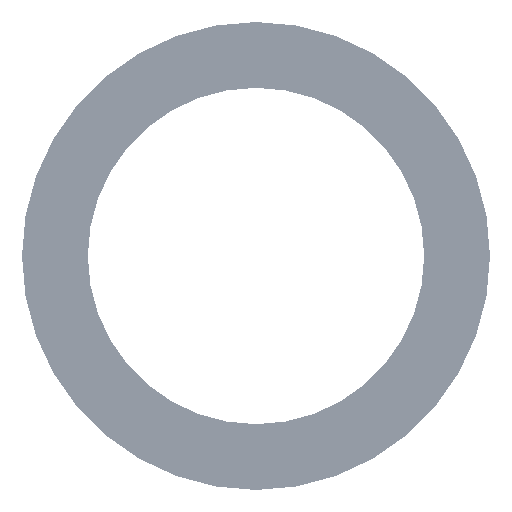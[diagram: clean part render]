
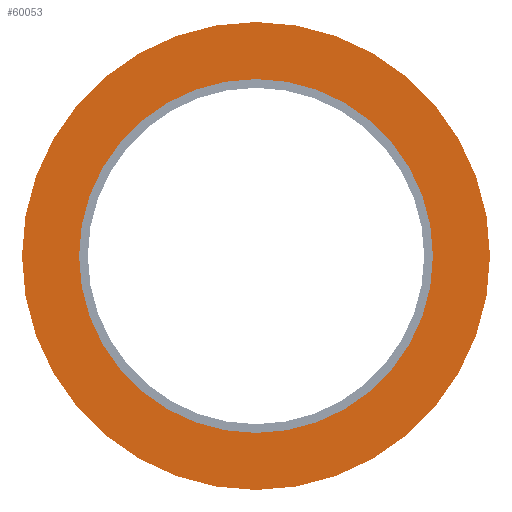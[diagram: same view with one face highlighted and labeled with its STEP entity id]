
A CAD part, left-side view. The second image highlights one B-rep face of the part: STEP entity #60053.
In plain terms, the highlighted planar face has unit normal (-1, 0, 0).
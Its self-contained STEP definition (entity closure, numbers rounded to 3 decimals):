
#1297 = CIRCLE ( 'NONE', #82543, 6.05 ) ;
#1533 = EDGE_CURVE ( 'NONE', #120557, #71834, #58947, .T. ) ;
#12454 = AXIS2_PLACEMENT_3D ( 'NONE', #41303, #39949, #38576 ) ;
#13110 = DIRECTION ( 'NONE',  ( -1., 0., 0. ) ) ;
#14002 = DIRECTION ( 'NONE',  ( -1., 0., 0. ) ) ;
#14657 = CARTESIAN_POINT ( 'NONE',  ( 0.85, 0., 8. ) ) ;
#17466 = CARTESIAN_POINT ( 'NONE',  ( 0.85, 6.05, 0. ) ) ;
#21167 = CARTESIAN_POINT ( 'NONE',  ( 0.85, 0., -6.05 ) ) ;
#25771 = CARTESIAN_POINT ( 'NONE',  ( 0.85, 0., 6.05 ) ) ;
#31828 = VERTEX_POINT ( 'NONE', #25771 ) ;
#31890 = CARTESIAN_POINT ( 'NONE',  ( 0.85, 0., -8. ) ) ;
#38107 = EDGE_CURVE ( 'NONE', #100740, #31828, #109362, .T. ) ;
#38576 = DIRECTION ( 'NONE',  ( 0., 0., 1. ) ) ;
#38634 = DIRECTION ( 'NONE',  ( 1., 0., 0. ) ) ;
#39949 = DIRECTION ( 'NONE',  ( -1., 0., 0. ) ) ;
#41303 = CARTESIAN_POINT ( 'NONE',  ( 0.85, 0., 0. ) ) ;
#43868 = EDGE_CURVE ( 'NONE', #31828, #100740, #1297, .T. ) ;
#51237 = DIRECTION ( 'NONE',  ( -1., 0., 0. ) ) ;
#58947 = CIRCLE ( 'NONE', #12454, 8. ) ;
#60053 = ADVANCED_FACE ( 'NONE', ( #101993, #105324 ), #101390, .F. ) ;
#70515 = ORIENTED_EDGE ( 'NONE', *, *, #38107, .F. ) ;
#71834 = VERTEX_POINT ( 'NONE', #14657 ) ;
#76094 = CARTESIAN_POINT ( 'NONE',  ( 0.85, 0., 0. ) ) ;
#76971 = CARTESIAN_POINT ( 'NONE',  ( 0.85, 0., 0. ) ) ;
#78031 = EDGE_CURVE ( 'NONE', #71834, #120557, #125792, .T. ) ;
#82543 = AXIS2_PLACEMENT_3D ( 'NONE', #114018, #51237, #124577 ) ;
#86635 = DIRECTION ( 'NONE',  ( 0., 0., 1. ) ) ;
#87531 = DIRECTION ( 'NONE',  ( 0., 0., 1. ) ) ;
#88214 = ORIENTED_EDGE ( 'NONE', *, *, #78031, .T. ) ;
#91701 = AXIS2_PLACEMENT_3D ( 'NONE', #76971, #14002, #87531 ) ;
#94434 = AXIS2_PLACEMENT_3D ( 'NONE', #76094, #13110, #86635 ) ;
#95390 = EDGE_LOOP ( 'NONE', ( #120842, #70515 ) ) ;
#97112 = ORIENTED_EDGE ( 'NONE', *, *, #1533, .T. ) ;
#100740 = VERTEX_POINT ( 'NONE', #21167 ) ;
#101390 = PLANE ( 'NONE',  #111468 ) ;
#101993 = FACE_BOUND ( 'NONE', #95390, .T. ) ;
#105324 = FACE_OUTER_BOUND ( 'NONE', #110812, .T. ) ;
#109362 = CIRCLE ( 'NONE', #94434, 6.05 ) ;
#110812 = EDGE_LOOP ( 'NONE', ( #88214, #97112 ) ) ;
#111468 = AXIS2_PLACEMENT_3D ( 'NONE', #17466, #38634, #111969 ) ;
#111969 = DIRECTION ( 'NONE',  ( 0., 0., -1. ) ) ;
#114018 = CARTESIAN_POINT ( 'NONE',  ( 0.85, 0., 0. ) ) ;
#120557 = VERTEX_POINT ( 'NONE', #31890 ) ;
#120842 = ORIENTED_EDGE ( 'NONE', *, *, #43868, .F. ) ;
#124577 = DIRECTION ( 'NONE',  ( 0., 0., 1. ) ) ;
#125792 = CIRCLE ( 'NONE', #91701, 8. ) ;
